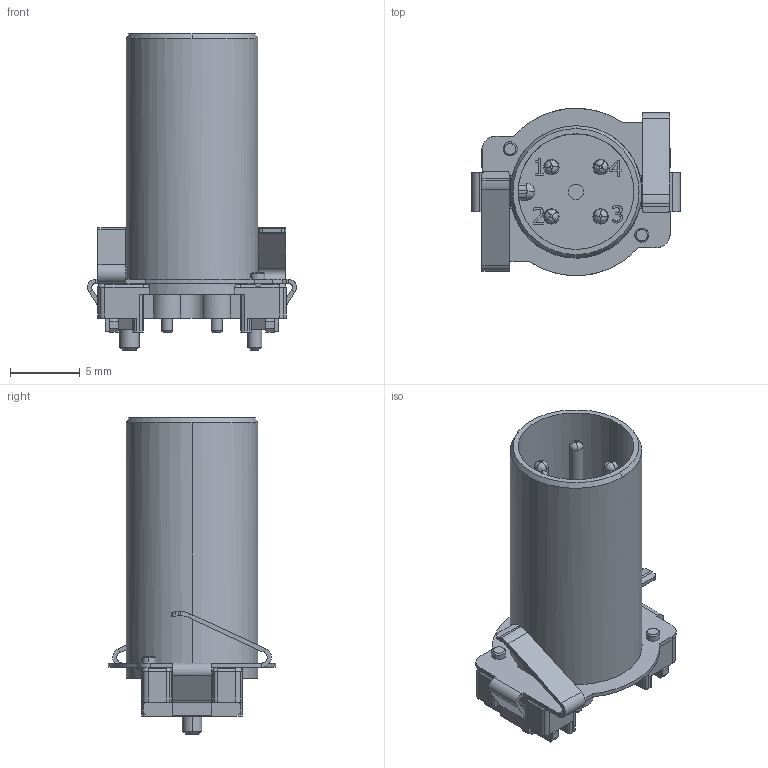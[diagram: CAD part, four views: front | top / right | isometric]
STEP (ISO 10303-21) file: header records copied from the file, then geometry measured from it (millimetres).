
FILE_DESCRIPTION(('CATIA V5R24 STEP','CAx-IF Rec.Pracs.--- Model Styling and Organization---1.2---2011-12-15'),'2;1');
FILE_NAME ('D1461896_0', '2017-05-30T04:56:37+00:00', ('Weidmueller Interface'), ('Weidmueller'), 'CATIA Version 5-6 Release 2014 SP4 HF52', 'CATIA V5 STEP AP214', 'none');
FILE_SCHEMA(('AUTOMOTIVE_DESIGN { 1 0 10303 214 1 1 1 1 }'));
Length unit declared in the file: millimetre
Products named in the file (1): 2423500000
Bounding box: 14.99 x 12 x 22.7 mm (x, y, z)
Volume: 1088.5 mm3; surface area: 1692 mm2
Topology: 2 solids, 2 shells, 590 faces, 1616 edges, 1048 vertices
Faces by surface type: plane 255, cylinder 227, bspline 63, extrusion 23, cone 10, torus 8, sphere 4
Entity records: 19817 total; most frequent: CARTESIAN_POINT 5996, ORIENTED_EDGE 3224, DIRECTION 2210, EDGE_CURVE 1612, VERTEX_POINT 1048, AXIS2_PLACEMENT_3D 876, VECTOR 863, LINE 840
